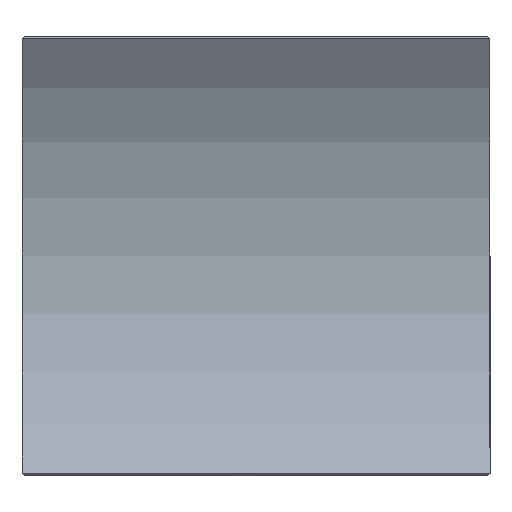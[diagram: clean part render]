
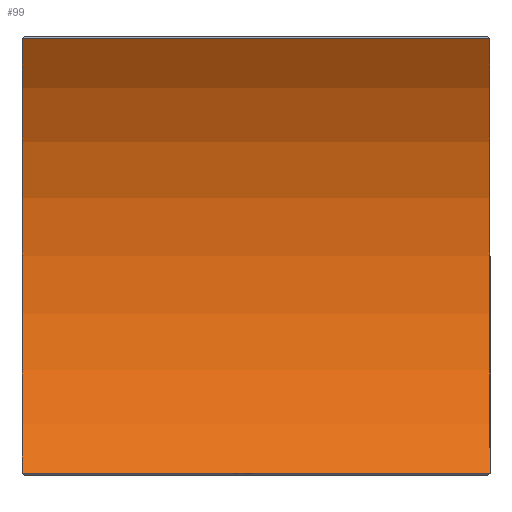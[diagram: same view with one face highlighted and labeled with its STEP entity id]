
A CAD part, top view. The second image highlights one B-rep face of the part: STEP entity #99.
In plain terms, the highlighted cylindrical face has radius 25.84 mm (diameter 51.68 mm), a partial arc.
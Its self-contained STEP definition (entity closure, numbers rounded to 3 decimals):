
#43 = EDGE_CURVE ( 'NONE', #44, #156, #335, .T. ) ;
#44 = VERTEX_POINT ( 'NONE', #232 ) ;
#81 = ORIENTED_EDGE ( 'NONE', *, *, #104, .F. ) ;
#82 = ORIENTED_EDGE ( 'NONE', *, *, #139, .T. ) ;
#99 = ADVANCED_FACE ( 'NONE', ( #382 ), #496, .F. ) ;
#100 = ORIENTED_EDGE ( 'NONE', *, *, #43, .T. ) ;
#103 = EDGE_LOOP ( 'NONE', ( #100, #82, #81, #128 ) ) ;
#104 = EDGE_CURVE ( 'NONE', #105, #147, #473, .T. ) ;
#105 = VERTEX_POINT ( 'NONE', #468 ) ;
#128 = ORIENTED_EDGE ( 'NONE', *, *, #129, .F. ) ;
#129 = EDGE_CURVE ( 'NONE', #44, #105, #523, .T. ) ;
#139 = EDGE_CURVE ( 'NONE', #156, #147, #640, .T. ) ;
#147 = VERTEX_POINT ( 'NONE', #677 ) ;
#156 = VERTEX_POINT ( 'NONE', #633 ) ;
#232 = CARTESIAN_POINT ( 'NONE',  ( -16., 14.859, 3.35 ) ) ;
#233 = DIRECTION ( 'NONE',  ( 0., 0., 1. ) ) ;
#332 = DIRECTION ( 'NONE',  ( -1., 0., 0. ) ) ;
#333 = CARTESIAN_POINT ( 'NONE',  ( -16., 0., 24.49 ) ) ;
#334 = AXIS2_PLACEMENT_3D ( 'NONE', #333, #332, #233 ) ;
#335 = CIRCLE ( 'NONE', #334, 25.84 ) ;
#382 = FACE_OUTER_BOUND ( 'NONE', #103, .T. ) ;
#468 = CARTESIAN_POINT ( 'NONE',  ( 16., 14.859, 3.35 ) ) ;
#469 = DIRECTION ( 'NONE',  ( 0., 0., 1. ) ) ;
#470 = DIRECTION ( 'NONE',  ( -1., 0., 0. ) ) ;
#471 = CARTESIAN_POINT ( 'NONE',  ( 16., 0., 24.49 ) ) ;
#472 = AXIS2_PLACEMENT_3D ( 'NONE', #471, #470, #469 ) ;
#473 = CIRCLE ( 'NONE', #472, 25.84 ) ;
#492 = DIRECTION ( 'NONE',  ( 0., 0., 1. ) ) ;
#493 = DIRECTION ( 'NONE',  ( -1., 0., 0. ) ) ;
#494 = CARTESIAN_POINT ( 'NONE',  ( 16., 0., 24.49 ) ) ;
#495 = AXIS2_PLACEMENT_3D ( 'NONE', #494, #493, #492 ) ;
#496 = CYLINDRICAL_SURFACE ( 'NONE', #495, 25.84 ) ;
#520 = DIRECTION ( 'NONE',  ( 1., 0., 0. ) ) ;
#521 = VECTOR ( 'NONE', #520, 1000. ) ;
#522 = CARTESIAN_POINT ( 'NONE',  ( -16., 14.859, 3.35 ) ) ;
#523 = LINE ( 'NONE', #522, #521 ) ;
#633 = CARTESIAN_POINT ( 'NONE',  ( -16., -14.859, 3.35 ) ) ;
#638 = VECTOR ( 'NONE', #723, 1000. ) ;
#639 = CARTESIAN_POINT ( 'NONE',  ( -16., -14.859, 3.35 ) ) ;
#640 = LINE ( 'NONE', #639, #638 ) ;
#677 = CARTESIAN_POINT ( 'NONE',  ( 16., -14.859, 3.35 ) ) ;
#723 = DIRECTION ( 'NONE',  ( 1., 0., 0. ) ) ;
